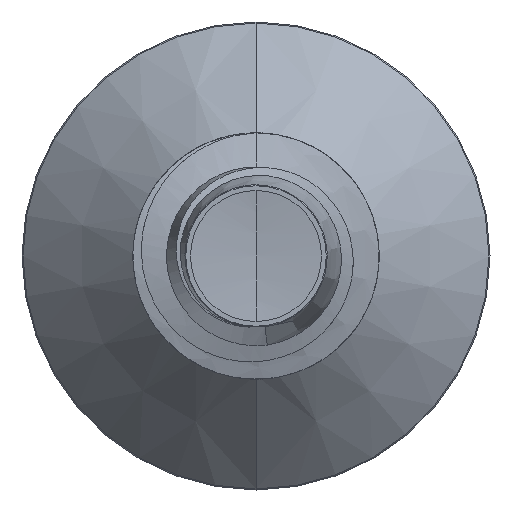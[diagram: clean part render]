
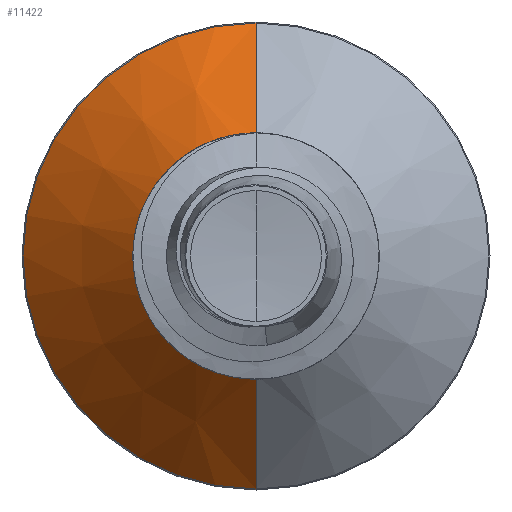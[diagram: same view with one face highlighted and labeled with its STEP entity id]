
A CAD part, front view. The second image highlights one B-rep face of the part: STEP entity #11422.
In plain terms, the highlighted conical face has half-angle 45 degrees and reference radius 0.97 mm.
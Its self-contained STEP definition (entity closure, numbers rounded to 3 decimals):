
#924 = VERTEX_POINT ( 'NONE', #9329 ) ;
#1049 = CONICAL_SURFACE ( 'NONE', #2806, 0.97, 0.785 ) ;
#1683 = EDGE_CURVE ( 'NONE', #924, #12354, #13744, .T. ) ;
#1800 = CARTESIAN_POINT ( 'NONE',  ( 0., 4.72, -0.97 ) ) ;
#2097 = AXIS2_PLACEMENT_3D ( 'NONE', #7804, #13799, #8895 ) ;
#2549 = AXIS2_PLACEMENT_3D ( 'NONE', #4128, #11505, #5427 ) ;
#2806 = AXIS2_PLACEMENT_3D ( 'NONE', #9307, #4751, #11017 ) ;
#3847 = ORIENTED_EDGE ( 'NONE', *, *, #12159, .F. ) ;
#4128 = CARTESIAN_POINT ( 'NONE',  ( 0., 4.72, 0. ) ) ;
#4191 = LINE ( 'NONE', #9231, #6745 ) ;
#4751 = DIRECTION ( 'NONE',  ( 0., 1., 0. ) ) ;
#4866 = ORIENTED_EDGE ( 'NONE', *, *, #12698, .F. ) ;
#5427 = DIRECTION ( 'NONE',  ( 0., 0., 1. ) ) ;
#6745 = VECTOR ( 'NONE', #7116, 1000. ) ;
#7116 = DIRECTION ( 'NONE',  ( 0., 0.707, -0.707 ) ) ;
#7558 = DIRECTION ( 'NONE',  ( 0., 0.707, 0.707 ) ) ;
#7611 = CARTESIAN_POINT ( 'NONE',  ( 0., 5.641, 1.891 ) ) ;
#7804 = CARTESIAN_POINT ( 'NONE',  ( 0., 5.641, 0. ) ) ;
#8329 = FACE_OUTER_BOUND ( 'NONE', #8400, .T. ) ;
#8369 = ORIENTED_EDGE ( 'NONE', *, *, #11626, .T. ) ;
#8400 = EDGE_LOOP ( 'NONE', ( #4866, #8369, #10452, #3847 ) ) ;
#8895 = DIRECTION ( 'NONE',  ( 0., 0., 1. ) ) ;
#9231 = CARTESIAN_POINT ( 'NONE',  ( 0., 4.72, -0.97 ) ) ;
#9307 = CARTESIAN_POINT ( 'NONE',  ( 0., 4.72, 0. ) ) ;
#9329 = CARTESIAN_POINT ( 'NONE',  ( 0., 4.72, 0.97 ) ) ;
#10030 = VECTOR ( 'NONE', #7558, 1000. ) ;
#10251 = CARTESIAN_POINT ( 'NONE',  ( 0., 4.72, 0.97 ) ) ;
#10285 = CIRCLE ( 'NONE', #2549, 0.97 ) ;
#10452 = ORIENTED_EDGE ( 'NONE', *, *, #1683, .T. ) ;
#10846 = VERTEX_POINT ( 'NONE', #1800 ) ;
#10935 = CIRCLE ( 'NONE', #2097, 1.891 ) ;
#11017 = DIRECTION ( 'NONE',  ( 0., 0., 1. ) ) ;
#11422 = ADVANCED_FACE ( 'NONE', ( #8329 ), #1049, .T. ) ;
#11505 = DIRECTION ( 'NONE',  ( 0., 1., 0. ) ) ;
#11626 = EDGE_CURVE ( 'NONE', #10846, #924, #10285, .T. ) ;
#12159 = EDGE_CURVE ( 'NONE', #12245, #12354, #10935, .T. ) ;
#12245 = VERTEX_POINT ( 'NONE', #12751 ) ;
#12354 = VERTEX_POINT ( 'NONE', #7611 ) ;
#12698 = EDGE_CURVE ( 'NONE', #10846, #12245, #4191, .T. ) ;
#12751 = CARTESIAN_POINT ( 'NONE',  ( 0., 5.641, -1.891 ) ) ;
#13744 = LINE ( 'NONE', #10251, #10030 ) ;
#13799 = DIRECTION ( 'NONE',  ( 0., 1., 0. ) ) ;
